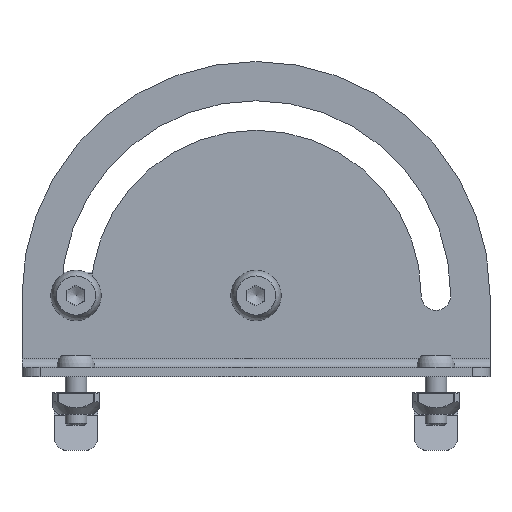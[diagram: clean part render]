
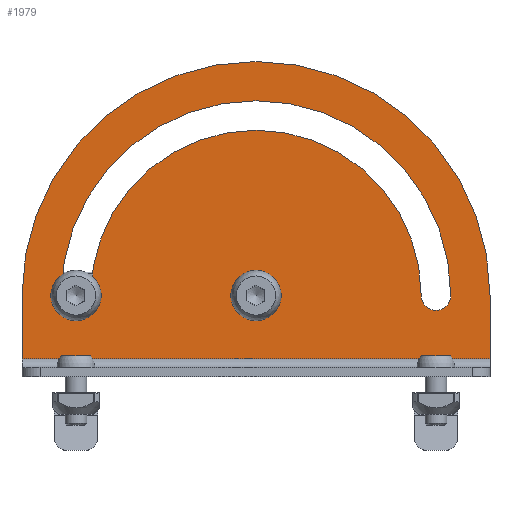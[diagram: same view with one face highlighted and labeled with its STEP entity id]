
A CAD part, front view. The second image highlights one B-rep face of the part: STEP entity #1979.
In plain terms, the highlighted face is planar.
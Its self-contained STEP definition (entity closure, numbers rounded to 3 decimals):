
#1979=ADVANCED_FACE('',(#2303,#2304,#2305),#2306,.F.);
#2303=FACE_OUTER_BOUND('',#2649,.T.);
#2304=FACE_BOUND('',#2650,.T.);
#2305=FACE_BOUND('',#2651,.T.);
#2306=PLANE('',#2652);
#2649=EDGE_LOOP('',(#3669,#3670,#3671,#3672));
#2650=EDGE_LOOP('',(#3673,#3674,#3675,#3676));
#2651=EDGE_LOOP('',(#3677));
#2652=AXIS2_PLACEMENT_3D('',#3678,#3679,#3680);
#3669=ORIENTED_EDGE('',*,*,#4111,.T.);
#3670=ORIENTED_EDGE('',*,*,#4103,.T.);
#3671=ORIENTED_EDGE('',*,*,#4112,.F.);
#3672=ORIENTED_EDGE('',*,*,#4113,.F.);
#3673=ORIENTED_EDGE('',*,*,#4092,.F.);
#3674=ORIENTED_EDGE('',*,*,#4114,.F.);
#3675=ORIENTED_EDGE('',*,*,#4115,.F.);
#3676=ORIENTED_EDGE('',*,*,#4096,.T.);
#3677=ORIENTED_EDGE('',*,*,#4082,.F.);
#3678=CARTESIAN_POINT('',(-87.5,65.0,2.5));
#3679=DIRECTION('',(0.0,0.0,-1.0));
#3680=DIRECTION('',(0.0,-1.0,0.0));
#4082=EDGE_CURVE('',#4586,#4586,#4587,.T.);
#4092=EDGE_CURVE('',#4606,#4607,#4608,.T.);
#4096=EDGE_CURVE('',#4614,#4607,#4615,.T.);
#4103=EDGE_CURVE('',#4628,#4626,#4629,.T.);
#4111=EDGE_CURVE('',#4643,#4628,#4644,.T.);
#4112=EDGE_CURVE('',#4645,#4626,#4646,.T.);
#4113=EDGE_CURVE('',#4643,#4645,#4647,.T.);
#4114=EDGE_CURVE('',#4648,#4606,#4649,.T.);
#4115=EDGE_CURVE('',#4614,#4648,#4650,.T.);
#4586=VERTEX_POINT('',#5576);
#4587=CIRCLE('',#5577,4.05);
#4606=VERTEX_POINT('',#5600);
#4607=VERTEX_POINT('',#5601);
#4608=CIRCLE('',#5602,4.1);
#4614=VERTEX_POINT('',#5610);
#4615=CIRCLE('',#5611,45.9);
#4626=VERTEX_POINT('',#5626);
#4628=VERTEX_POINT('',#5628);
#4629=LINE('',#5629,#5630);
#4643=VERTEX_POINT('',#5650);
#4644=CIRCLE('',#5651,65.0);
#4645=VERTEX_POINT('',#5652);
#4646=LINE('',#5653,#5654);
#4647=LINE('',#5655,#5656);
#4648=VERTEX_POINT('',#5657);
#4649=CIRCLE('',#5658,54.1);
#4650=CIRCLE('',#5659,4.1);
#5576=CARTESIAN_POINT('',(-26.55,0.0,2.5));
#5577=AXIS2_PLACEMENT_3D('',#6164,#6165,#6166);
#5600=CARTESIAN_POINT('',(-22.5,-54.1,2.5));
#5601=CARTESIAN_POINT('',(-22.5,-45.9,2.5));
#5602=AXIS2_PLACEMENT_3D('',#6186,#6187,#6188);
#5610=CARTESIAN_POINT('',(-22.5,45.9,2.5));
#5611=AXIS2_PLACEMENT_3D('',#6194,#6195,#6196);
#5626=CARTESIAN_POINT('',(-5.0,-65.0,2.5));
#5628=CARTESIAN_POINT('',(-22.5,-65.0,2.5));
#5629=CARTESIAN_POINT('',(-87.5,-65.0,2.5));
#5630=VECTOR('',#6207,1.0);
#5650=CARTESIAN_POINT('',(-22.5,65.0,2.5));
#5651=AXIS2_PLACEMENT_3D('',#6217,#6218,#6219);
#5652=CARTESIAN_POINT('',(-5.0,65.0,2.5));
#5653=CARTESIAN_POINT('',(-5.0,65.0,2.5));
#5654=VECTOR('',#6220,1.0);
#5655=CARTESIAN_POINT('',(-87.5,65.0,2.5));
#5656=VECTOR('',#6221,1.0);
#5657=CARTESIAN_POINT('',(-22.5,54.1,2.5));
#5658=AXIS2_PLACEMENT_3D('',#6222,#6223,#6224);
#5659=AXIS2_PLACEMENT_3D('',#6225,#6226,#6227);
#6164=CARTESIAN_POINT('',(-22.5,0.0,2.5));
#6165=DIRECTION('',(0.0,0.0,1.0));
#6166=DIRECTION('',(-1.0,0.0,0.0));
#6186=CARTESIAN_POINT('',(-22.5,-50.0,2.5));
#6187=DIRECTION('',(0.0,0.0,1.0));
#6188=DIRECTION('',(-1.0,0.0,0.0));
#6194=CARTESIAN_POINT('',(-22.5,0.,2.5));
#6195=DIRECTION('',(0.0,0.0,1.0));
#6196=DIRECTION('',(-1.0,0.0,0.0));
#6207=DIRECTION('',(1.0,0.0,0.0));
#6217=CARTESIAN_POINT('',(-22.5,0.,2.5));
#6218=DIRECTION('',(0.0,0.0,1.0));
#6219=DIRECTION('',(-1.0,0.0,0.0));
#6220=DIRECTION('',(0.0,-1.0,0.0));
#6221=DIRECTION('',(1.0,0.0,0.0));
#6222=CARTESIAN_POINT('',(-22.5,0.,2.5));
#6223=DIRECTION('',(0.0,0.0,1.0));
#6224=DIRECTION('',(-1.0,0.0,0.0));
#6225=CARTESIAN_POINT('',(-22.5,50.0,2.5));
#6226=DIRECTION('',(0.0,0.0,1.0));
#6227=DIRECTION('',(-1.0,0.0,0.0));
